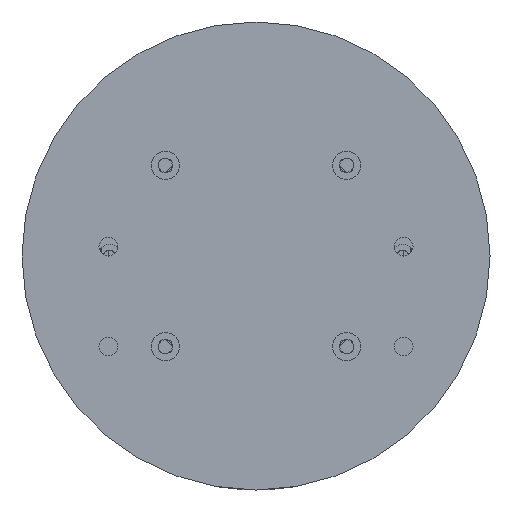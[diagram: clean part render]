
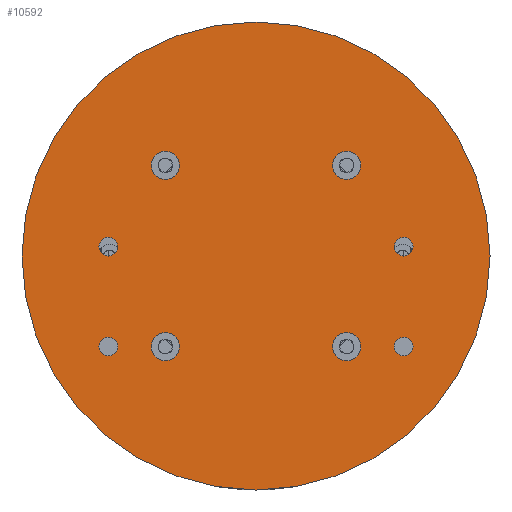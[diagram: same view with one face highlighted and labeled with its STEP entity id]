
A CAD part, front view. The second image highlights one B-rep face of the part: STEP entity #10592.
In plain terms, the highlighted planar face has unit normal (0, -1, 0).
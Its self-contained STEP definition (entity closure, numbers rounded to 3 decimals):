
#2683=FACE_BOUND('',#3427,.T.);
#2684=FACE_BOUND('',#3428,.T.);
#2685=FACE_BOUND('',#3429,.T.);
#2686=FACE_BOUND('',#3430,.T.);
#2687=FACE_BOUND('',#3431,.T.);
#2688=FACE_BOUND('',#3432,.T.);
#2689=FACE_BOUND('',#3433,.T.);
#2690=FACE_BOUND('',#3434,.T.);
#2842=FACE_OUTER_BOUND('',#3426,.T.);
#3426=EDGE_LOOP('',(#7411));
#3427=EDGE_LOOP('',(#7412));
#3428=EDGE_LOOP('',(#7413));
#3429=EDGE_LOOP('',(#7414));
#3430=EDGE_LOOP('',(#7415));
#3431=EDGE_LOOP('',(#7416));
#3432=EDGE_LOOP('',(#7417));
#3433=EDGE_LOOP('',(#7418));
#3434=EDGE_LOOP('',(#7419));
#4064=CIRCLE('',#11284,2.15);
#4068=CIRCLE('',#11291,2.15);
#4071=CIRCLE('',#11296,2.15);
#4076=CIRCLE('',#11304,2.15);
#4093=CIRCLE('',#11347,3.25);
#4094=CIRCLE('',#11350,3.25);
#4095=CIRCLE('',#11353,3.25);
#4096=CIRCLE('',#11356,3.25);
#4103=CIRCLE('',#11369,53.875);
#4621=VERTEX_POINT('',#15519);
#4624=VERTEX_POINT('',#15531);
#4627=VERTEX_POINT('',#15541);
#4631=VERTEX_POINT('',#15555);
#4670=VERTEX_POINT('',#15695);
#4671=VERTEX_POINT('',#15701);
#4672=VERTEX_POINT('',#15707);
#4673=VERTEX_POINT('',#15713);
#4680=VERTEX_POINT('',#15737);
#5667=EDGE_CURVE('',#4621,#4621,#4064,.T.);
#5673=EDGE_CURVE('',#4624,#4624,#4068,.T.);
#5678=EDGE_CURVE('',#4627,#4627,#4071,.T.);
#5685=EDGE_CURVE('',#4631,#4631,#4076,.T.);
#5745=EDGE_CURVE('',#4670,#4670,#4093,.T.);
#5748=EDGE_CURVE('',#4671,#4671,#4094,.T.);
#5751=EDGE_CURVE('',#4672,#4672,#4095,.T.);
#5754=EDGE_CURVE('',#4673,#4673,#4096,.T.);
#5766=EDGE_CURVE('',#4680,#4680,#4103,.T.);
#7411=ORIENTED_EDGE('',*,*,#5766,.F.);
#7412=ORIENTED_EDGE('',*,*,#5667,.T.);
#7413=ORIENTED_EDGE('',*,*,#5673,.T.);
#7414=ORIENTED_EDGE('',*,*,#5678,.T.);
#7415=ORIENTED_EDGE('',*,*,#5685,.T.);
#7416=ORIENTED_EDGE('',*,*,#5745,.T.);
#7417=ORIENTED_EDGE('',*,*,#5748,.T.);
#7418=ORIENTED_EDGE('',*,*,#5751,.T.);
#7419=ORIENTED_EDGE('',*,*,#5754,.T.);
#10236=PLANE('',#11372);
#10592=ADVANCED_FACE('',(#2842,#2683,#2684,#2685,#2686,#2687,#2688,#2689,
#2690),#10236,.F.);
#11284=AXIS2_PLACEMENT_3D('',#15521,#12444,#12445);
#11291=AXIS2_PLACEMENT_3D('',#15533,#12460,#12461);
#11296=AXIS2_PLACEMENT_3D('',#15543,#12472,#12473);
#11304=AXIS2_PLACEMENT_3D('',#15557,#12490,#12491);
#11347=AXIS2_PLACEMENT_3D('',#15696,#12613,#12614);
#11350=AXIS2_PLACEMENT_3D('',#15702,#12621,#12622);
#11353=AXIS2_PLACEMENT_3D('',#15708,#12629,#12630);
#11356=AXIS2_PLACEMENT_3D('',#15714,#12637,#12638);
#11369=AXIS2_PLACEMENT_3D('',#15739,#12668,#12669);
#11372=AXIS2_PLACEMENT_3D('',#15744,#12676,#12677);
#12444=DIRECTION('center_axis',(0.,1.,0.));
#12445=DIRECTION('ref_axis',(0.,0.,1.));
#12460=DIRECTION('center_axis',(0.,1.,0.));
#12461=DIRECTION('ref_axis',(0.,0.,1.));
#12472=DIRECTION('center_axis',(0.,1.,0.));
#12473=DIRECTION('ref_axis',(0.,0.,1.));
#12490=DIRECTION('center_axis',(0.,1.,0.));
#12491=DIRECTION('ref_axis',(0.,0.,1.));
#12613=DIRECTION('center_axis',(0.,1.,0.));
#12614=DIRECTION('ref_axis',(0.,0.,-1.));
#12621=DIRECTION('center_axis',(0.,1.,0.));
#12622=DIRECTION('ref_axis',(0.,0.,-1.));
#12629=DIRECTION('center_axis',(0.,1.,0.));
#12630=DIRECTION('ref_axis',(0.,0.,-1.));
#12637=DIRECTION('center_axis',(0.,1.,0.));
#12638=DIRECTION('ref_axis',(0.,0.,-1.));
#12668=DIRECTION('center_axis',(0.,1.,0.));
#12669=DIRECTION('ref_axis',(1.,0.,0.));
#12676=DIRECTION('center_axis',(0.,1.,0.));
#12677=DIRECTION('ref_axis',(1.,0.,0.));
#15519=CARTESIAN_POINT('',(-34.,6.,-23.01));
#15521=CARTESIAN_POINT('Origin',(-34.,6.,-20.86));
#15531=CARTESIAN_POINT('',(34.,6.,-0.01));
#15533=CARTESIAN_POINT('Origin',(34.,6.,2.14));
#15541=CARTESIAN_POINT('',(-34.,6.,-0.01));
#15543=CARTESIAN_POINT('Origin',(-34.,6.,2.14));
#15555=CARTESIAN_POINT('',(34.,6.,-23.01));
#15557=CARTESIAN_POINT('Origin',(34.,6.,-20.86));
#15695=CARTESIAN_POINT('',(20.86,6.,-17.61));
#15696=CARTESIAN_POINT('Origin',(20.86,6.,-20.86));
#15701=CARTESIAN_POINT('',(20.86,6.,24.11));
#15702=CARTESIAN_POINT('Origin',(20.86,6.,20.86));
#15707=CARTESIAN_POINT('',(-20.86,6.,24.11));
#15708=CARTESIAN_POINT('Origin',(-20.86,6.,20.86));
#15713=CARTESIAN_POINT('',(-20.86,6.,-17.61));
#15714=CARTESIAN_POINT('Origin',(-20.86,6.,-20.86));
#15737=CARTESIAN_POINT('',(-53.875,6.,0.));
#15739=CARTESIAN_POINT('Origin',(0.,6.,0.));
#15744=CARTESIAN_POINT('Origin',(0.,6.,0.));
